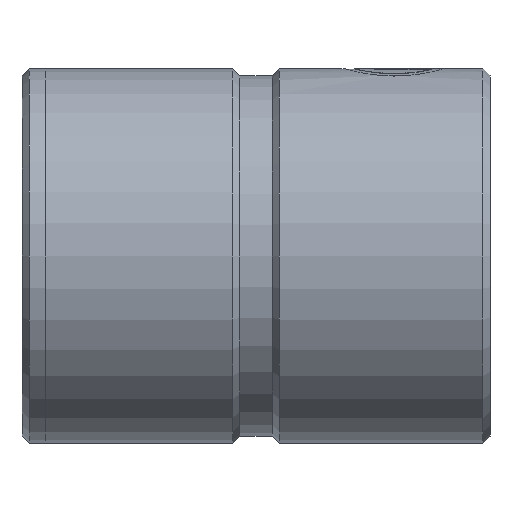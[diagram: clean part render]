
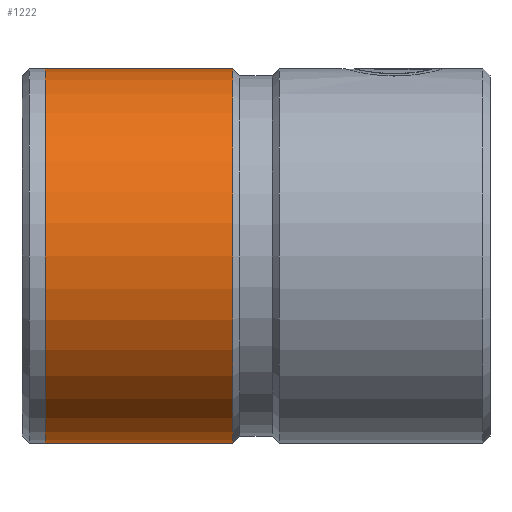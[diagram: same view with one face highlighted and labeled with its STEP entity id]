
A CAD part, left-side view. The second image highlights one B-rep face of the part: STEP entity #1222.
In plain terms, the highlighted cylindrical face has radius 40 mm (diameter 80 mm), a partial arc.
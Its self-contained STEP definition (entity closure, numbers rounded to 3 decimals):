
#42 = AXIS2_PLACEMENT_3D ( 'NONE', #469, #1399, #614 ) ;
#72 = CIRCLE ( 'NONE', #1705, 40. ) ;
#95 = CARTESIAN_POINT ( 'NONE',  ( 0., 0., 0. ) ) ;
#137 = CARTESIAN_POINT ( 'NONE',  ( 0., 0., 40. ) ) ;
#145 = CARTESIAN_POINT ( 'NONE',  ( 0., 0., -40. ) ) ;
#146 = LINE ( 'NONE', #145, #1075 ) ;
#186 = ORIENTED_EDGE ( 'NONE', *, *, #1311, .F. ) ;
#232 = EDGE_LOOP ( 'NONE', ( #186, #498, #602, #549 ) ) ;
#234 = CYLINDRICAL_SURFACE ( 'NONE', #783, 40. ) ;
#354 = DIRECTION ( 'NONE',  ( 0., -1., 0. ) ) ;
#390 = CIRCLE ( 'NONE', #42, 40. ) ;
#427 = EDGE_CURVE ( 'NONE', #1300, #1137, #390, .T. ) ;
#469 = CARTESIAN_POINT ( 'NONE',  ( 0., 55., 0. ) ) ;
#498 = ORIENTED_EDGE ( 'NONE', *, *, #1619, .T. ) ;
#535 = CARTESIAN_POINT ( 'NONE',  ( 0., 55., 40. ) ) ;
#538 = DIRECTION ( 'NONE',  ( 0., -1., 0. ) ) ;
#549 = ORIENTED_EDGE ( 'NONE', *, *, #427, .F. ) ;
#602 = ORIENTED_EDGE ( 'NONE', *, *, #1669, .T. ) ;
#614 = DIRECTION ( 'NONE',  ( 0., 0., -1. ) ) ;
#783 = AXIS2_PLACEMENT_3D ( 'NONE', #95, #354, #1550 ) ;
#798 = DIRECTION ( 'NONE',  ( 0., -1., 0. ) ) ;
#858 = LINE ( 'NONE', #137, #1170 ) ;
#922 = DIRECTION ( 'NONE',  ( 0., -1., 0. ) ) ;
#1007 = CARTESIAN_POINT ( 'NONE',  ( 0., 95., 40. ) ) ;
#1075 = VECTOR ( 'NONE', #798, 1000. ) ;
#1137 = VERTEX_POINT ( 'NONE', #1662 ) ;
#1164 = VERTEX_POINT ( 'NONE', #1007 ) ;
#1170 = VECTOR ( 'NONE', #922, 1000. ) ;
#1222 = ADVANCED_FACE ( 'NONE', ( #1689 ), #234, .T. ) ;
#1300 = VERTEX_POINT ( 'NONE', #535 ) ;
#1311 = EDGE_CURVE ( 'NONE', #1164, #1300, #858, .T. ) ;
#1322 = CARTESIAN_POINT ( 'NONE',  ( 0., 95., -40. ) ) ;
#1336 = CARTESIAN_POINT ( 'NONE',  ( 0., 95., 0. ) ) ;
#1399 = DIRECTION ( 'NONE',  ( 0., -1., 0. ) ) ;
#1473 = DIRECTION ( 'NONE',  ( 0., 0., -1. ) ) ;
#1550 = DIRECTION ( 'NONE',  ( 0., 0., -1. ) ) ;
#1608 = VERTEX_POINT ( 'NONE', #1322 ) ;
#1619 = EDGE_CURVE ( 'NONE', #1164, #1608, #72, .T. ) ;
#1662 = CARTESIAN_POINT ( 'NONE',  ( 0., 55., -40. ) ) ;
#1669 = EDGE_CURVE ( 'NONE', #1608, #1137, #146, .T. ) ;
#1689 = FACE_OUTER_BOUND ( 'NONE', #232, .T. ) ;
#1705 = AXIS2_PLACEMENT_3D ( 'NONE', #1336, #538, #1473 ) ;
